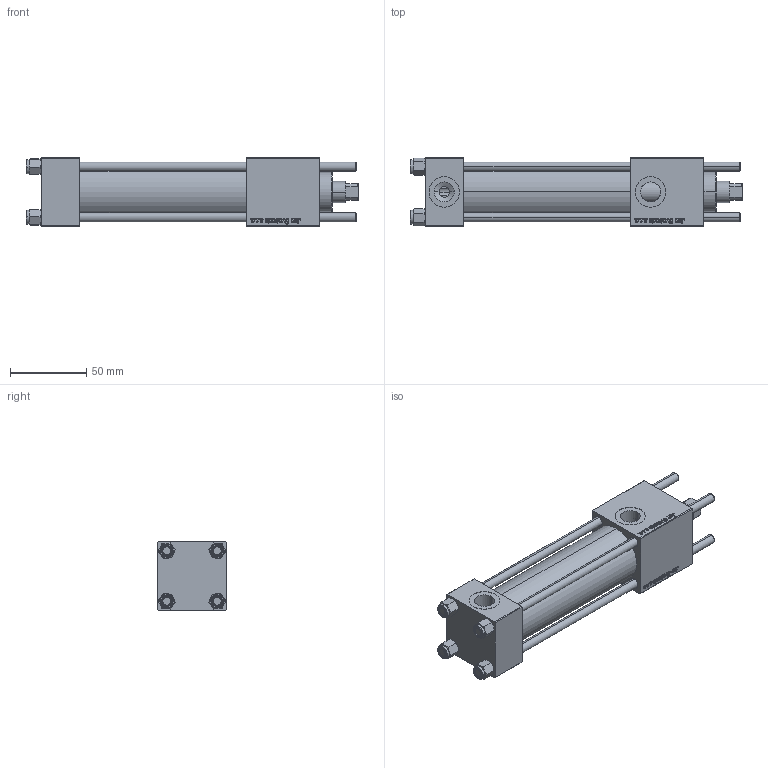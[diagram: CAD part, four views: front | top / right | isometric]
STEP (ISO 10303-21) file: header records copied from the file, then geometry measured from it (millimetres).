
FILE_DESCRIPTION (( 'STEP AP203' ), '1' );
FILE_NAME ('d7f0.STEP', '2023-10-18T14:34:37', ( '' ), ( '' ), 'SwSTEP 2.0', 'SolidWorks 2019', '' );
FILE_SCHEMA (( 'CONFIG_CONTROL_DESIGN' ));
Length unit declared in the file: millimetre
Products named in the file (6): d7f0; V215CR_B_TYCINKA 0e5c4adc042c0a3672d3fd0066cbbf0c; NUT_M5_B 0e5c4adc042c0a3672d3fd0066cbbf0c; V215CR_VCP_B 0e5c4adc042c0a3672d3fd0066cbbf0c; V215_VC_A 0e5c4adc042c0a3672d3fd0066cbbf0c; V215CR_B-1 0e5c4adc042c0a3672d3fd0066cbbf0c
Assembly tree (11 placements, depth 2):
  d7f0
    V215CR_B-1 0e5c4adc042c0a3672d3fd0066cbbf0c
    V215CR_VCP_B 0e5c4adc042c0a3672d3fd0066cbbf0c
    NUT_M5_B 0e5c4adc042c0a3672d3fd0066cbbf0c  x4
    V215CR_B_TYCINKA 0e5c4adc042c0a3672d3fd0066cbbf0c  x4
    V215_VC_A 0e5c4adc042c0a3672d3fd0066cbbf0c
Bounding box: 218 x 45 x 45 mm (x, y, z)
Volume: 234185.8 mm3; surface area: 92929 mm2
Topology: 11 solids, 11 shells, 1157 faces, 2939 edges, 1907 vertices
Faces by surface type: bspline 504, plane 431, cone 136, cylinder 78, torus 8
Entity records: 56865 total; most frequent: CARTESIAN_POINT 34088, ORIENTED_EDGE 5370, DIRECTION 2917, EDGE_CURVE 2685, VERTEX_POINT 1763, VECTOR 1445, LINE 1445, EDGE_LOOP 1160
